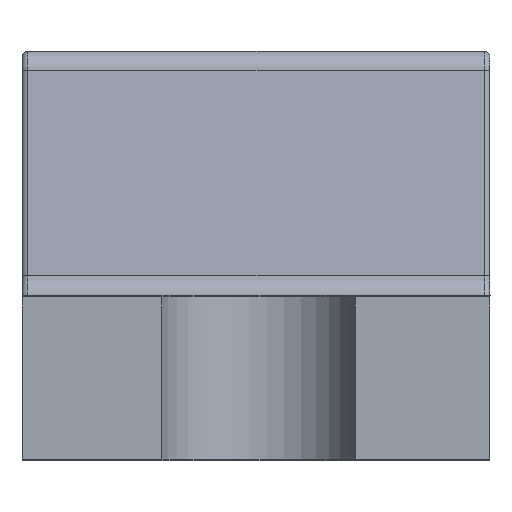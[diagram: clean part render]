
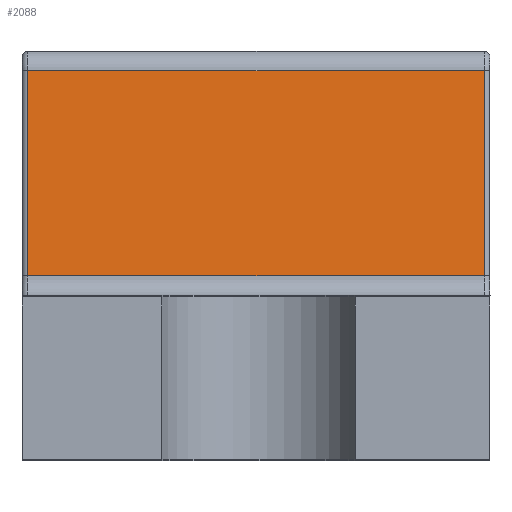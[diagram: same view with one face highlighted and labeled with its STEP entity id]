
A CAD part, left-side view. The second image highlights one B-rep face of the part: STEP entity #2088.
In plain terms, the highlighted planar face has unit normal (-0.997, 0, 0.084).
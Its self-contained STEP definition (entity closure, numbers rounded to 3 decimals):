
#260=ORIENTED_EDGE('',*,*,#639,.T.);
#261=ORIENTED_EDGE('',*,*,#640,.T.);
#262=ORIENTED_EDGE('',*,*,#641,.T.);
#263=ORIENTED_EDGE('',*,*,#642,.T.);
#639=EDGE_CURVE('',#818,#819,#958,.T.);
#640=EDGE_CURVE('',#819,#820,#959,.T.);
#641=EDGE_CURVE('',#820,#821,#960,.F.);
#642=EDGE_CURVE('',#821,#818,#961,.F.);
#818=VERTEX_POINT('',#2965);
#819=VERTEX_POINT('',#2966);
#820=VERTEX_POINT('',#2968);
#821=VERTEX_POINT('',#2970);
#958=LINE('',#2964,#1120);
#959=LINE('',#2967,#1121);
#960=LINE('',#2969,#1122);
#961=LINE('',#2971,#1123);
#1120=VECTOR('',#2492,1000.);
#1121=VECTOR('',#2493,1000.);
#1122=VECTOR('',#2494,1000.);
#1123=VECTOR('',#2495,1000.);
#1209=EDGE_LOOP('',(#260,#261,#262,#263));
#1295=FACE_BOUND('',#1209,.T.);
#1377=PLANE('',#2200);
#2088=ADVANCED_FACE('',(#1295),#1377,.F.);
#2200=AXIS2_PLACEMENT_3D('',#2963,#2490,#2491);
#2490=DIRECTION('',(0.996,0.,-0.084));
#2491=DIRECTION('',(-0.084,0.,-0.996));
#2492=DIRECTION('',(0.,1.,0.));
#2493=DIRECTION('',(-0.084,0.,-0.996));
#2494=DIRECTION('',(0.,1.,0.));
#2495=DIRECTION('',(-0.084,0.,-0.996));
#2963=CARTESIAN_POINT('',(-0.515,-2.272,0.));
#2964=CARTESIAN_POINT('',(-0.517,0.4,-0.033));
#2965=CARTESIAN_POINT('',(-0.517,-0.39,-0.033));
#2966=CARTESIAN_POINT('',(-0.517,0.39,-0.033));
#2967=CARTESIAN_POINT('',(-0.547,0.39,-0.384));
#2968=CARTESIAN_POINT('',(-0.547,0.39,-0.384));
#2969=CARTESIAN_POINT('',(-0.547,-0.4,-0.384));
#2970=CARTESIAN_POINT('',(-0.547,-0.39,-0.384));
#2971=CARTESIAN_POINT('',(-0.515,-0.39,0.));
